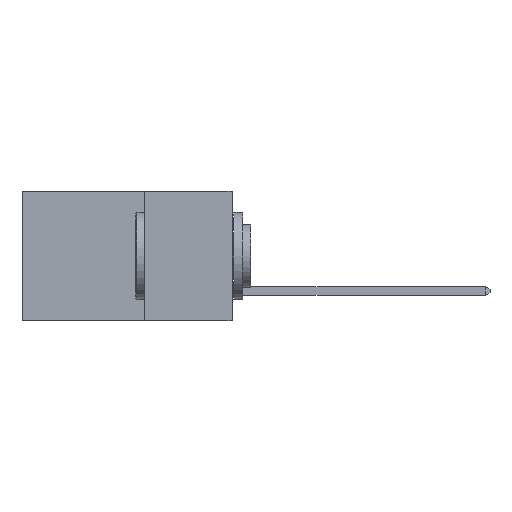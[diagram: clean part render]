
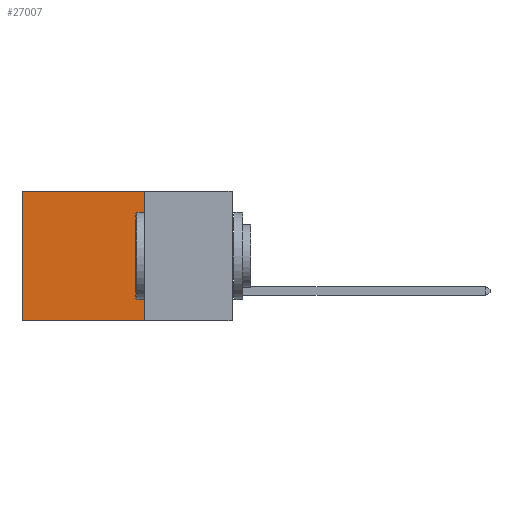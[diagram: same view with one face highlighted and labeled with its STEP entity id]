
A CAD part, left-side view. The second image highlights one B-rep face of the part: STEP entity #27007.
In plain terms, the highlighted planar face has unit normal (-1, 0, 0).
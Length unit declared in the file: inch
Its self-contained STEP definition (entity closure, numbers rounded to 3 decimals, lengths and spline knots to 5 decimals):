
#769 = FACE_OUTER_BOUND ( 'NONE', #10819, .T. ) ;
#1585 = VERTEX_POINT ( 'NONE', #16737 ) ;
#1723 = EDGE_CURVE ( 'NONE', #27392, #19002, #22044, .T. ) ;
#2685 = DIRECTION ( 'NONE',  ( 0., 0., -1. ) ) ;
#4227 = CARTESIAN_POINT ( 'NONE',  ( 0.2875, 0.25, -0.37 ) ) ;
#6046 = LINE ( 'NONE', #8516, #27819 ) ;
#8498 = ORIENTED_EDGE ( 'NONE', *, *, #14698, .T. ) ;
#8516 = CARTESIAN_POINT ( 'NONE',  ( 0.2875, 0.25, 0. ) ) ;
#9345 = ORIENTED_EDGE ( 'NONE', *, *, #1723, .T. ) ;
#10819 = EDGE_LOOP ( 'NONE', ( #8498, #36235, #15530, #9345 ) ) ;
#11080 = EDGE_CURVE ( 'NONE', #27392, #1585, #6046, .T. ) ;
#13896 = LINE ( 'NONE', #4227, #30664 ) ;
#14106 = DIRECTION ( 'NONE',  ( 0., 1., 0. ) ) ;
#14698 = EDGE_CURVE ( 'NONE', #19002, #36966, #22156, .T. ) ;
#14789 = VECTOR ( 'NONE', #2685, 39.37008 ) ;
#15530 = ORIENTED_EDGE ( 'NONE', *, *, #11080, .F. ) ;
#16292 = CARTESIAN_POINT ( 'NONE',  ( 0.2875, 0.6, -0.37 ) ) ;
#16737 = CARTESIAN_POINT ( 'NONE',  ( 0.2875, 0.25, -0.37 ) ) ;
#17514 = CARTESIAN_POINT ( 'NONE',  ( 0.2875, 0.25, 0. ) ) ;
#17881 = PLANE ( 'NONE',  #40710 ) ;
#19002 = VERTEX_POINT ( 'NONE', #20909 ) ;
#20909 = CARTESIAN_POINT ( 'NONE',  ( 0.2875, 0.6, 0. ) ) ;
#22044 = LINE ( 'NONE', #26940, #24512 ) ;
#22156 = LINE ( 'NONE', #27587, #14789 ) ;
#24512 = VECTOR ( 'NONE', #14106, 39.37008 ) ;
#26940 = CARTESIAN_POINT ( 'NONE',  ( 0.2875, 0.25, 0. ) ) ;
#27007 = ADVANCED_FACE ( 'NONE', ( #769 ), #17881, .F. ) ;
#27392 = VERTEX_POINT ( 'NONE', #17514 ) ;
#27587 = CARTESIAN_POINT ( 'NONE',  ( 0.2875, 0.6, 0. ) ) ;
#27819 = VECTOR ( 'NONE', #30593, 39.37008 ) ;
#29922 = DIRECTION ( 'NONE',  ( 0., 1., 0. ) ) ;
#30566 = CARTESIAN_POINT ( 'NONE',  ( 0.2875, 0.25, 0. ) ) ;
#30593 = DIRECTION ( 'NONE',  ( 0., 0., -1. ) ) ;
#30664 = VECTOR ( 'NONE', #29922, 39.37008 ) ;
#35560 = DIRECTION ( 'NONE',  ( 0., 0., -1. ) ) ;
#36235 = ORIENTED_EDGE ( 'NONE', *, *, #40025, .F. ) ;
#36966 = VERTEX_POINT ( 'NONE', #16292 ) ;
#40025 = EDGE_CURVE ( 'NONE', #1585, #36966, #13896, .T. ) ;
#40383 = DIRECTION ( 'NONE',  ( 1., 0., 0. ) ) ;
#40710 = AXIS2_PLACEMENT_3D ( 'NONE', #30566, #40383, #35560 ) ;
